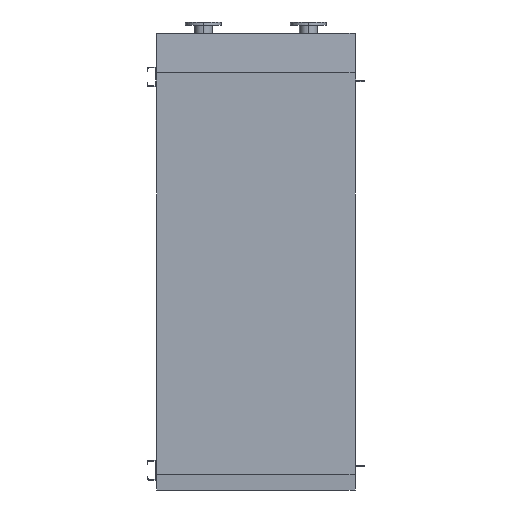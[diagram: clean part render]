
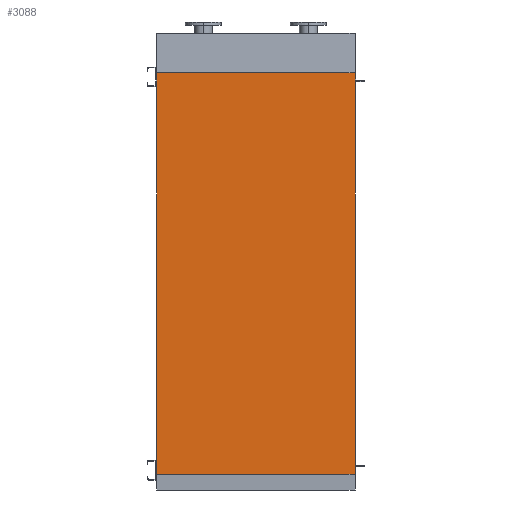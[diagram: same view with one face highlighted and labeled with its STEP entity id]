
A CAD part, front view. The second image highlights one B-rep face of the part: STEP entity #3088.
In plain terms, the highlighted planar face has unit normal (0, -1, 0).
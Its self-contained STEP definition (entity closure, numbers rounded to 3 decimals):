
#245 = DIRECTION ( 'NONE',  ( 0., 0., -1. ) ) ;
#292 = DIRECTION ( 'NONE',  ( 0., -1., 0. ) ) ;
#804 = VECTOR ( 'NONE', #1173, 1000. ) ;
#827 = EDGE_CURVE ( 'NONE', #6869, #1167, #8285, .T. ) ;
#1011 = ORIENTED_EDGE ( 'NONE', *, *, #827, .T. ) ;
#1167 = VERTEX_POINT ( 'NONE', #5726 ) ;
#1173 = DIRECTION ( 'NONE',  ( 1., 0., 0. ) ) ;
#1459 = ORIENTED_EDGE ( 'NONE', *, *, #6987, .F. ) ;
#1573 = ORIENTED_EDGE ( 'NONE', *, *, #9371, .F. ) ;
#1941 = PLANE ( 'NONE',  #9922 ) ;
#2220 = EDGE_CURVE ( 'NONE', #4508, #6869, #4666, .T. ) ;
#2549 = EDGE_LOOP ( 'NONE', ( #1459, #1573, #9490, #1011 ) ) ;
#2554 = CARTESIAN_POINT ( 'NONE',  ( -605., 0., -2450. ) ) ;
#3088 = ADVANCED_FACE ( 'NONE', ( #4353 ), #1941, .T. ) ;
#3238 = CARTESIAN_POINT ( 'NONE',  ( -605., 0., -2450. ) ) ;
#3245 = LINE ( 'NONE', #9646, #4286 ) ;
#3349 = DIRECTION ( 'NONE',  ( 1., 0., 0. ) ) ;
#3814 = DIRECTION ( 'NONE',  ( 0., 0., 1. ) ) ;
#3872 = CARTESIAN_POINT ( 'NONE',  ( 605., 0., -2450. ) ) ;
#4199 = CARTESIAN_POINT ( 'NONE',  ( -605., 0., -2450. ) ) ;
#4244 = CARTESIAN_POINT ( 'NONE',  ( -605., 0., -2450. ) ) ;
#4286 = VECTOR ( 'NONE', #3349, 1000. ) ;
#4353 = FACE_OUTER_BOUND ( 'NONE', #2549, .T. ) ;
#4508 = VERTEX_POINT ( 'NONE', #2554 ) ;
#4666 = LINE ( 'NONE', #4244, #804 ) ;
#5726 = CARTESIAN_POINT ( 'NONE',  ( 605., 0., 0. ) ) ;
#6098 = CARTESIAN_POINT ( 'NONE',  ( 605., 0., -2450. ) ) ;
#6604 = VERTEX_POINT ( 'NONE', #8422 ) ;
#6869 = VERTEX_POINT ( 'NONE', #3872 ) ;
#6987 = EDGE_CURVE ( 'NONE', #6604, #1167, #3245, .T. ) ;
#7468 = DIRECTION ( 'NONE',  ( 0., 0., 1. ) ) ;
#7958 = VECTOR ( 'NONE', #7468, 1000. ) ;
#8285 = LINE ( 'NONE', #6098, #7958 ) ;
#8422 = CARTESIAN_POINT ( 'NONE',  ( -605., 0., 0. ) ) ;
#9001 = VECTOR ( 'NONE', #3814, 1000. ) ;
#9335 = LINE ( 'NONE', #3238, #9001 ) ;
#9371 = EDGE_CURVE ( 'NONE', #4508, #6604, #9335, .T. ) ;
#9490 = ORIENTED_EDGE ( 'NONE', *, *, #2220, .T. ) ;
#9646 = CARTESIAN_POINT ( 'NONE',  ( -605., 0., 0. ) ) ;
#9922 = AXIS2_PLACEMENT_3D ( 'NONE', #4199, #292, #245 ) ;
